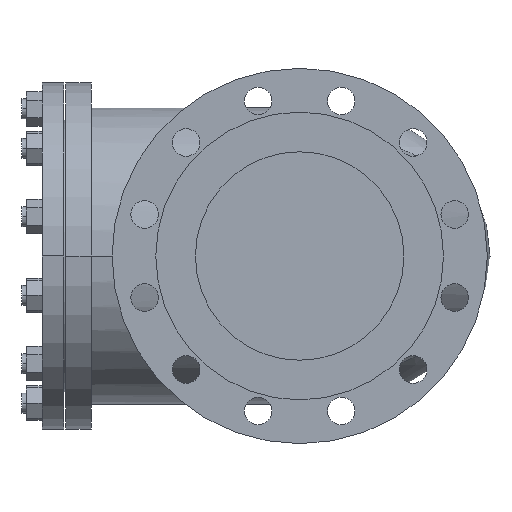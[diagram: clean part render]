
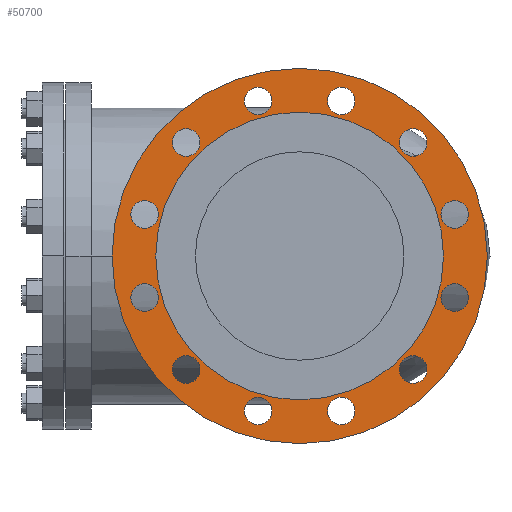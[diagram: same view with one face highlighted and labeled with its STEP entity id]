
A CAD part, left-side view. The second image highlights one B-rep face of the part: STEP entity #50700.
In plain terms, the highlighted planar face has unit normal (-1, 0, 0).
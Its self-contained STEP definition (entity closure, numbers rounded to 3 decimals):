
#12350=CARTESIAN_POINT('',(3.,0.,-225.));
#12360=VERTEX_POINT('',#12350);
#12520=CARTESIAN_POINT('',(3.,0.,225.));
#12530=VERTEX_POINT('',#12520);
#12560=CARTESIAN_POINT('',(3.,0.,0.));
#12570=DIRECTION('',(1.,0.,0.));
#12580=DIRECTION('',(0.,0.,-1.));
#12590=AXIS2_PLACEMENT_3D('',#12560,#12570,#12580);
#12600=CIRCLE('',#12590,225.);
#12610=CARTESIAN_POINT('',(3.,225.,0.));
#12620=VERTEX_POINT('',#12610);
#12630=EDGE_CURVE('',#12620,#12530,#12600,.T.);
#12650=EDGE_CURVE('',#12360,#12620,#12600,.T.);
#12810=CARTESIAN_POINT('',(3.,49.823,-202.441));
#12820=VERTEX_POINT('',#12810);
#12850=CARTESIAN_POINT('',(3.,49.823,-185.941));
#12860=DIRECTION('',(-1.,0.,0.));
#12870=DIRECTION('',(0.,0.,-1.));
#12880=AXIS2_PLACEMENT_3D('',#12850,#12860,#12870);
#12890=CIRCLE('',#12880,16.5);
#12900=CARTESIAN_POINT('',(3.,49.823,-169.441));
#12910=VERTEX_POINT('',#12900);
#12920=EDGE_CURVE('',#12910,#12820,#12890,.T.);
#13230=CARTESIAN_POINT('',(3.,-49.823,-169.441));
#13240=VERTEX_POINT('',#13230);
#13400=CARTESIAN_POINT('',(3.,-49.823,-202.441));
#13410=VERTEX_POINT('',#13400);
#13440=CARTESIAN_POINT('',(3.,-49.823,-185.941));
#13450=DIRECTION('',(-1.,0.,0.));
#13460=DIRECTION('',(0.,0.,-1.));
#13470=AXIS2_PLACEMENT_3D('',#13440,#13450,#13460);
#13480=CIRCLE('',#13470,16.5);
#13490=EDGE_CURVE('',#13240,#13410,#13480,.T.);
#13650=CARTESIAN_POINT('',(3.,136.118,-152.618));
#13660=VERTEX_POINT('',#13650);
#13690=CARTESIAN_POINT('',(3.,136.118,-136.118));
#13700=DIRECTION('',(-1.,0.,0.));
#13710=DIRECTION('',(0.,0.,-1.));
#13720=AXIS2_PLACEMENT_3D('',#13690,#13700,#13710);
#13730=CIRCLE('',#13720,16.5);
#13740=CARTESIAN_POINT('',(3.,136.118,-119.618));
#13750=VERTEX_POINT('',#13740);
#13760=EDGE_CURVE('',#13750,#13660,#13730,.T.);
#14070=CARTESIAN_POINT('',(3.,-136.118,-119.618));
#14080=VERTEX_POINT('',#14070);
#14240=CARTESIAN_POINT('',(3.,-136.118,-152.618));
#14250=VERTEX_POINT('',#14240);
#14280=CARTESIAN_POINT('',(3.,-136.118,-136.118));
#14290=DIRECTION('',(-1.,0.,0.));
#14300=DIRECTION('',(0.,0.,-1.));
#14310=AXIS2_PLACEMENT_3D('',#14280,#14290,#14300);
#14320=CIRCLE('',#14310,16.5);
#14330=EDGE_CURVE('',#14080,#14250,#14320,.T.);
#14490=CARTESIAN_POINT('',(3.,185.941,-33.323));
#14500=VERTEX_POINT('',#14490);
#14660=CARTESIAN_POINT('',(3.,185.941,-66.323));
#14670=VERTEX_POINT('',#14660);
#14700=CARTESIAN_POINT('',(3.,185.941,-49.823));
#14710=DIRECTION('',(-1.,0.,0.));
#14720=DIRECTION('',(0.,0.,-1.));
#14730=AXIS2_PLACEMENT_3D('',#14700,#14710,#14720);
#14740=CIRCLE('',#14730,16.5);
#14750=EDGE_CURVE('',#14500,#14670,#14740,.T.);
#14910=CARTESIAN_POINT('',(3.,-185.941,-66.323));
#14920=VERTEX_POINT('',#14910);
#15080=CARTESIAN_POINT('',(3.,-185.941,-33.323));
#15090=VERTEX_POINT('',#15080);
#15120=CARTESIAN_POINT('',(3.,-185.941,-49.823));
#15130=DIRECTION('',(-1.,0.,0.));
#15140=DIRECTION('',(0.,0.,-1.));
#15150=AXIS2_PLACEMENT_3D('',#15120,#15130,#15140);
#15160=CIRCLE('',#15150,16.5);
#15170=EDGE_CURVE('',#14920,#15090,#15160,.T.);
#15330=CARTESIAN_POINT('',(3.,185.941,66.323));
#15340=VERTEX_POINT('',#15330);
#15500=CARTESIAN_POINT('',(3.,185.941,33.323));
#15510=VERTEX_POINT('',#15500);
#15540=CARTESIAN_POINT('',(3.,185.941,49.823));
#15550=DIRECTION('',(-1.,0.,0.));
#15560=DIRECTION('',(0.,0.,-1.));
#15570=AXIS2_PLACEMENT_3D('',#15540,#15550,#15560);
#15580=CIRCLE('',#15570,16.5);
#15590=EDGE_CURVE('',#15340,#15510,#15580,.T.);
#15750=CARTESIAN_POINT('',(3.,-185.941,33.323));
#15760=VERTEX_POINT('',#15750);
#15790=CARTESIAN_POINT('',(3.,-185.941,49.823));
#15800=DIRECTION('',(-1.,0.,0.));
#15810=DIRECTION('',(0.,0.,-1.));
#15820=AXIS2_PLACEMENT_3D('',#15790,#15800,#15810);
#15830=CIRCLE('',#15820,16.5);
#15840=CARTESIAN_POINT('',(3.,-185.941,66.323));
#15850=VERTEX_POINT('',#15840);
#15860=EDGE_CURVE('',#15850,#15760,#15830,.T.);
#16170=CARTESIAN_POINT('',(3.,136.118,152.618));
#16180=VERTEX_POINT('',#16170);
#16340=CARTESIAN_POINT('',(3.,136.118,119.618));
#16350=VERTEX_POINT('',#16340);
#16380=CARTESIAN_POINT('',(3.,136.118,136.118));
#16390=DIRECTION('',(-1.,0.,0.));
#16400=DIRECTION('',(0.,0.,-1.));
#16410=AXIS2_PLACEMENT_3D('',#16380,#16390,#16400);
#16420=CIRCLE('',#16410,16.5);
#16430=EDGE_CURVE('',#16180,#16350,#16420,.T.);
#16590=CARTESIAN_POINT('',(3.,-136.118,119.618));
#16600=VERTEX_POINT('',#16590);
#16760=CARTESIAN_POINT('',(3.,-136.118,152.618));
#16770=VERTEX_POINT('',#16760);
#16800=CARTESIAN_POINT('',(3.,-136.118,136.118));
#16810=DIRECTION('',(-1.,0.,0.));
#16820=DIRECTION('',(0.,0.,-1.));
#16830=AXIS2_PLACEMENT_3D('',#16800,#16810,#16820);
#16840=CIRCLE('',#16830,16.5);
#16850=EDGE_CURVE('',#16600,#16770,#16840,.T.);
#17010=CARTESIAN_POINT('',(3.,49.823,169.441));
#17020=VERTEX_POINT('',#17010);
#17050=CARTESIAN_POINT('',(3.,49.823,185.941));
#17060=DIRECTION('',(-1.,0.,0.));
#17070=DIRECTION('',(0.,0.,-1.));
#17080=AXIS2_PLACEMENT_3D('',#17050,#17060,#17070);
#17090=CIRCLE('',#17080,16.5);
#17100=CARTESIAN_POINT('',(3.,49.823,202.441));
#17110=VERTEX_POINT('',#17100);
#17120=EDGE_CURVE('',#17110,#17020,#17090,.T.);
#17430=CARTESIAN_POINT('',(3.,-49.823,202.441));
#17440=VERTEX_POINT('',#17430);
#17470=CARTESIAN_POINT('',(3.,-49.823,185.941));
#17480=DIRECTION('',(-1.,0.,0.));
#17490=DIRECTION('',(0.,0.,-1.));
#17500=AXIS2_PLACEMENT_3D('',#17470,#17480,#17490);
#17510=CIRCLE('',#17500,16.5);
#17520=CARTESIAN_POINT('',(3.,-49.823,169.441));
#17530=VERTEX_POINT('',#17520);
#17540=EDGE_CURVE('',#17530,#17440,#17510,.T.);
#17850=CARTESIAN_POINT('',(3.,-172.5,0.));
#17860=VERTEX_POINT('',#17850);
#17890=CARTESIAN_POINT('',(3.,0.,0.));
#17900=DIRECTION('',(-1.,0.,0.));
#17910=DIRECTION('',(0.,1.,0.));
#17920=AXIS2_PLACEMENT_3D('',#17890,#17900,#17910);
#17930=CIRCLE('',#17920,172.5);
#17940=CARTESIAN_POINT('',(3.,172.5,0.));
#17950=VERTEX_POINT('',#17940);
#17960=EDGE_CURVE('',#17950,#17860,#17930,.T.);
#49940=CARTESIAN_POINT('',(3.,198.75,0.));
#49950=DIRECTION('',(1.,0.,0.));
#49960=DIRECTION('',(0.,-1.,0.));
#49970=AXIS2_PLACEMENT_3D('',#49940,#49950,#49960);
#49980=PLANE('',#49970);
#49990=EDGE_CURVE('',#12820,#12910,#12890,.T.);
#50000=ORIENTED_EDGE('',*,*,#49990,.F.);
#50010=ORIENTED_EDGE('',*,*,#12920,.F.);
#50020=EDGE_LOOP('',(#50010,#50000));
#50030=FACE_BOUND('',#50020,.T.);
#50040=EDGE_CURVE('',#13410,#13240,#13480,.T.);
#50050=ORIENTED_EDGE('',*,*,#50040,.F.);
#50060=ORIENTED_EDGE('',*,*,#13490,.F.);
#50070=EDGE_LOOP('',(#50060,#50050));
#50080=FACE_BOUND('',#50070,.T.);
#50090=EDGE_CURVE('',#13660,#13750,#13730,.T.);
#50100=ORIENTED_EDGE('',*,*,#50090,.F.);
#50110=ORIENTED_EDGE('',*,*,#13760,.F.);
#50120=EDGE_LOOP('',(#50110,#50100));
#50130=FACE_BOUND('',#50120,.T.);
#50140=EDGE_CURVE('',#14250,#14080,#14320,.T.);
#50150=ORIENTED_EDGE('',*,*,#50140,.F.);
#50160=ORIENTED_EDGE('',*,*,#14330,.F.);
#50170=EDGE_LOOP('',(#50160,#50150));
#50180=FACE_BOUND('',#50170,.T.);
#50190=EDGE_CURVE('',#14670,#14500,#14740,.T.);
#50200=ORIENTED_EDGE('',*,*,#50190,.F.);
#50210=ORIENTED_EDGE('',*,*,#14750,.F.);
#50220=EDGE_LOOP('',(#50210,#50200));
#50230=FACE_BOUND('',#50220,.T.);
#50240=EDGE_CURVE('',#15090,#14920,#15160,.T.);
#50250=ORIENTED_EDGE('',*,*,#50240,.F.);
#50260=ORIENTED_EDGE('',*,*,#15170,.F.);
#50270=EDGE_LOOP('',(#50260,#50250));
#50280=FACE_BOUND('',#50270,.T.);
#50290=EDGE_CURVE('',#15510,#15340,#15580,.T.);
#50300=ORIENTED_EDGE('',*,*,#50290,.F.);
#50310=ORIENTED_EDGE('',*,*,#15590,.F.);
#50320=EDGE_LOOP('',(#50310,#50300));
#50330=FACE_BOUND('',#50320,.T.);
#50340=ORIENTED_EDGE('',*,*,#15860,.F.);
#50350=EDGE_CURVE('',#15760,#15850,#15830,.T.);
#50360=ORIENTED_EDGE('',*,*,#50350,.F.);
#50370=EDGE_LOOP('',(#50360,#50340));
#50380=FACE_BOUND('',#50370,.T.);
#50390=EDGE_CURVE('',#16350,#16180,#16420,.T.);
#50400=ORIENTED_EDGE('',*,*,#50390,.F.);
#50410=ORIENTED_EDGE('',*,*,#16430,.F.);
#50420=EDGE_LOOP('',(#50410,#50400));
#50430=FACE_BOUND('',#50420,.T.);
#50440=EDGE_CURVE('',#16770,#16600,#16840,.T.);
#50450=ORIENTED_EDGE('',*,*,#50440,.F.);
#50460=ORIENTED_EDGE('',*,*,#16850,.F.);
#50470=EDGE_LOOP('',(#50460,#50450));
#50480=FACE_BOUND('',#50470,.T.);
#50490=ORIENTED_EDGE('',*,*,#17120,.F.);
#50500=EDGE_CURVE('',#17020,#17110,#17090,.T.);
#50510=ORIENTED_EDGE('',*,*,#50500,.F.);
#50520=EDGE_LOOP('',(#50510,#50490));
#50530=FACE_BOUND('',#50520,.T.);
#50540=EDGE_CURVE('',#17440,#17530,#17510,.T.);
#50550=ORIENTED_EDGE('',*,*,#50540,.F.);
#50560=ORIENTED_EDGE('',*,*,#17540,.F.);
#50570=EDGE_LOOP('',(#50560,#50550));
#50580=FACE_BOUND('',#50570,.T.);
#50590=ORIENTED_EDGE('',*,*,#12630,.F.);
#50600=EDGE_CURVE('',#12530,#12360,#12600,.T.);
#50610=ORIENTED_EDGE('',*,*,#50600,.F.);
#50620=ORIENTED_EDGE('',*,*,#12650,.F.);
#50630=EDGE_LOOP('',(#50620,#50610,#50590));
#50640=FACE_OUTER_BOUND('',#50630,.T.);
#50650=ORIENTED_EDGE('',*,*,#17960,.F.);
#50660=EDGE_CURVE('',#17860,#17950,#17930,.T.);
#50670=ORIENTED_EDGE('',*,*,#50660,.F.);
#50680=EDGE_LOOP('',(#50670,#50650));
#50690=FACE_BOUND('',#50680,.T.);
#50700=ADVANCED_FACE('',(#50030,#50080,#50130,#50180,#50230,#50280,
#50330,#50380,#50430,#50480,#50530,#50580,#50640,#50690),#49980,.F.);
